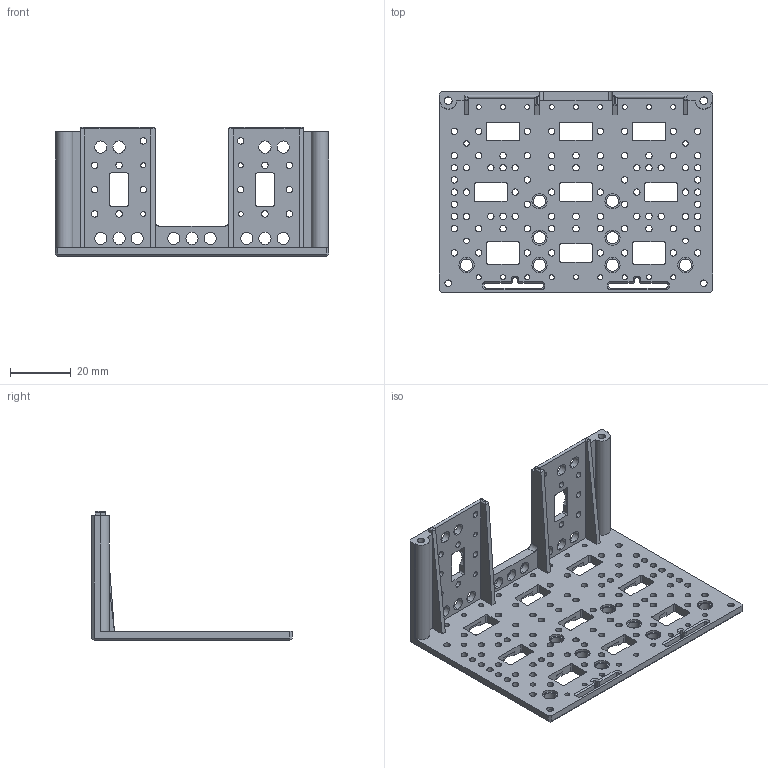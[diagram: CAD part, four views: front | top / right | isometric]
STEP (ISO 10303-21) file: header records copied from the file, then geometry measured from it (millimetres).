
FILE_DESCRIPTION((''),'2;1');
FILE_NAME('F52','2010-04-09T',('JANG WOOK'),(''),'PRO/ENGINEER BY PARAMETRIC TECHNOLOGY CORPORATION, 2009060','PRO/ENGINEER BY PARAMETRIC TECHNOLOGY CORPORATION, 2009060','');
FILE_SCHEMA(('CONFIG_CONTROL_DESIGN'));
Length unit declared in the file: millimetre
Products named in the file (1): F52
Bounding box: 90 x 66 x 42.45 mm (x, y, z)
Volume: 20775.8 mm3; surface area: 21867.6 mm2
Topology: 1 solids, 1 shells, 687 faces, 1900 edges, 1246 vertices
Faces by surface type: cylinder 461, plane 201, cone 24, sphere 1
Entity records: 23014 total; most frequent: DIRECTION 4163, CARTESIAN_POINT 3957, ORIENTED_EDGE 3792, EDGE_CURVE 1896, AXIS2_PLACEMENT_3D 1603, VERTEX_POINT 1246, EDGE_LOOP 1042, VECTOR 957
